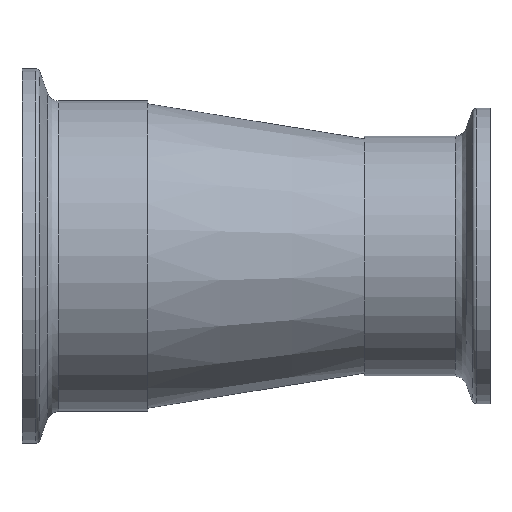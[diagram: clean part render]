
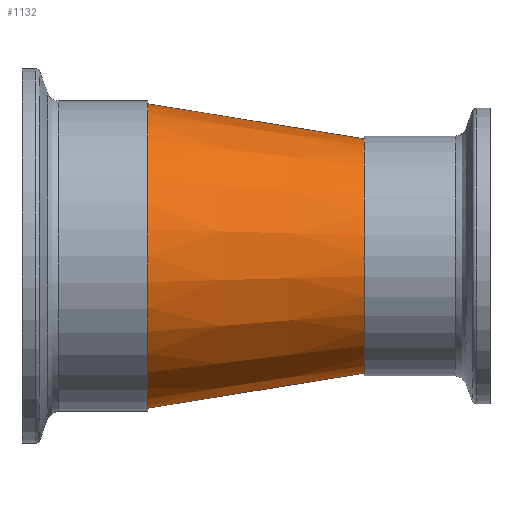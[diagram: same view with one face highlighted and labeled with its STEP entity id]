
A CAD part, top view. The second image highlights one B-rep face of the part: STEP entity #1132.
In plain terms, the highlighted conical face has half-angle 9.211 degrees and reference radius 23.02 mm.
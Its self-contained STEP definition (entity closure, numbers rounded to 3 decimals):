
#1098=CARTESIAN_POINT('',(-37.0,26.02,0.0));
#1099=VERTEX_POINT('',#1098);
#1100=CARTESIAN_POINT('',(-37.0,0.0,0.0));
#1101=DIRECTION('',(1.0,0.0,0.0));
#1102=DIRECTION('',(0.0,1.0,0.0));
#1103=AXIS2_PLACEMENT_3D('',#1100,#1101,#1102);
#1104=CIRCLE('',#1103,26.02);
#1105=EDGE_CURVE('',#1099,#1099,#1104,.T.);
#1113=CARTESIAN_POINT('',(-18.5,0.0,0.0));
#1114=DIRECTION('',(-1.0,0.0,0.0));
#1115=DIRECTION('',(0.0,1.0,0.0));
#1116=AXIS2_PLACEMENT_3D('',#1113,#1114,#1115);
#1117=CONICAL_SURFACE('',#1116,23.02,9.211);
#1118=CARTESIAN_POINT('',(0.0,20.02,0.0));
#1119=VERTEX_POINT('',#1118);
#1120=CARTESIAN_POINT('',(0.0,0.0,0.0));
#1121=DIRECTION('',(1.0,0.0,0.0));
#1122=DIRECTION('',(0.0,1.0,0.0));
#1123=AXIS2_PLACEMENT_3D('',#1120,#1121,#1122);
#1124=CIRCLE('',#1123,20.02);
#1125=EDGE_CURVE('',#1119,#1119,#1124,.T.);
#1126=ORIENTED_EDGE('',*,*,#1125,.F.);
#1127=EDGE_LOOP('',(#1126));
#1128=FACE_OUTER_BOUND('',#1127,.T.);
#1129=ORIENTED_EDGE('',*,*,#1105,.T.);
#1130=EDGE_LOOP('',(#1129));
#1131=FACE_BOUND('',#1130,.T.);
#1132=ADVANCED_FACE('',(#1128,#1131),#1117,.T.);
